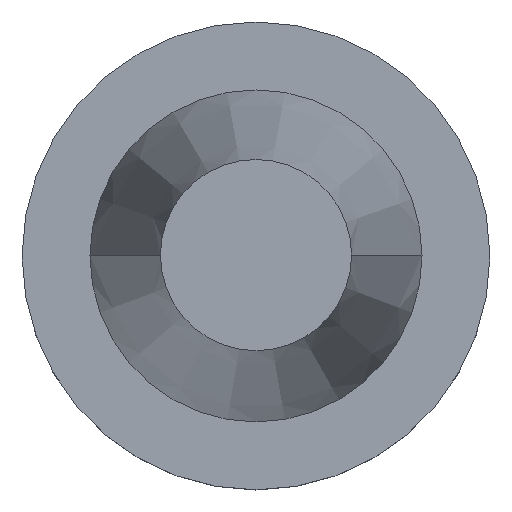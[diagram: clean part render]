
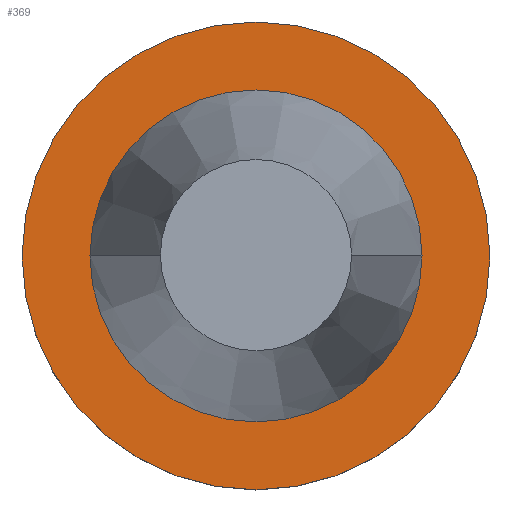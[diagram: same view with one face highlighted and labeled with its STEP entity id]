
A CAD part, top view. The second image highlights one B-rep face of the part: STEP entity #369.
In plain terms, the highlighted planar face has unit normal (0, 0, 1).
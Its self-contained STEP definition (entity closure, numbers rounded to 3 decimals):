
#3 = VERTEX_POINT ( 'NONE', #93 ) ;
#16 = CARTESIAN_POINT ( 'NONE',  ( 0., 0., -1.5 ) ) ;
#27 = DIRECTION ( 'NONE',  ( 0., 0., 1. ) ) ;
#34 = ORIENTED_EDGE ( 'NONE', *, *, #72, .T. ) ;
#72 = EDGE_CURVE ( 'NONE', #403, #422, #356, .T. ) ;
#81 = ORIENTED_EDGE ( 'NONE', *, *, #345, .F. ) ;
#93 = CARTESIAN_POINT ( 'NONE',  ( 34.925, 0., -1.5 ) ) ;
#100 = DIRECTION ( 'NONE',  ( 0., 0., 1. ) ) ;
#151 = CIRCLE ( 'NONE', #766, 34.925 ) ;
#161 = AXIS2_PLACEMENT_3D ( 'NONE', #16, #890, #534 ) ;
#163 = EDGE_CURVE ( 'NONE', #3, #635, #335, .T. ) ;
#170 = PLANE ( 'NONE',  #572 ) ;
#197 = FACE_BOUND ( 'NONE', #661, .T. ) ;
#320 = ORIENTED_EDGE ( 'NONE', *, *, #163, .F. ) ;
#335 = CIRCLE ( 'NONE', #588, 34.925 ) ;
#337 = CARTESIAN_POINT ( 'NONE',  ( 49.215, 0., -1.5 ) ) ;
#345 = EDGE_CURVE ( 'NONE', #635, #3, #151, .T. ) ;
#356 = CIRCLE ( 'NONE', #161, 49.215 ) ;
#365 = DIRECTION ( 'NONE',  ( 1., 0., 0. ) ) ;
#369 = ADVANCED_FACE ( 'NONE', ( #197, #839 ), #170, .F. ) ;
#403 = VERTEX_POINT ( 'NONE', #337 ) ;
#422 = VERTEX_POINT ( 'NONE', #668 ) ;
#506 = CARTESIAN_POINT ( 'NONE',  ( 0., 0., -1.5 ) ) ;
#530 = DIRECTION ( 'NONE',  ( 0., 0., 1. ) ) ;
#532 = DIRECTION ( 'NONE',  ( 0., 0., -1. ) ) ;
#534 = DIRECTION ( 'NONE',  ( 1., 0., 0. ) ) ;
#567 = EDGE_LOOP ( 'NONE', ( #34, #702 ) ) ;
#572 = AXIS2_PLACEMENT_3D ( 'NONE', #1103, #532, #876 ) ;
#588 = AXIS2_PLACEMENT_3D ( 'NONE', #690, #100, #1043 ) ;
#635 = VERTEX_POINT ( 'NONE', #934 ) ;
#654 = CIRCLE ( 'NONE', #820, 49.215 ) ;
#661 = EDGE_LOOP ( 'NONE', ( #320, #81 ) ) ;
#668 = CARTESIAN_POINT ( 'NONE',  ( -49.215, 0., -1.5 ) ) ;
#688 = DIRECTION ( 'NONE',  ( 1., 0., 0. ) ) ;
#690 = CARTESIAN_POINT ( 'NONE',  ( 0., 0., -1.5 ) ) ;
#702 = ORIENTED_EDGE ( 'NONE', *, *, #1045, .T. ) ;
#766 = AXIS2_PLACEMENT_3D ( 'NONE', #506, #27, #365 ) ;
#778 = CARTESIAN_POINT ( 'NONE',  ( 0., 0., -1.5 ) ) ;
#820 = AXIS2_PLACEMENT_3D ( 'NONE', #778, #530, #688 ) ;
#839 = FACE_OUTER_BOUND ( 'NONE', #567, .T. ) ;
#876 = DIRECTION ( 'NONE',  ( -1., 0., 0. ) ) ;
#890 = DIRECTION ( 'NONE',  ( 0., 0., 1. ) ) ;
#934 = CARTESIAN_POINT ( 'NONE',  ( -34.925, 0., -1.5 ) ) ;
#1043 = DIRECTION ( 'NONE',  ( 1., 0., 0. ) ) ;
#1045 = EDGE_CURVE ( 'NONE', #422, #403, #654, .T. ) ;
#1103 = CARTESIAN_POINT ( 'NONE',  ( 0., 49.215, -1.5 ) ) ;
